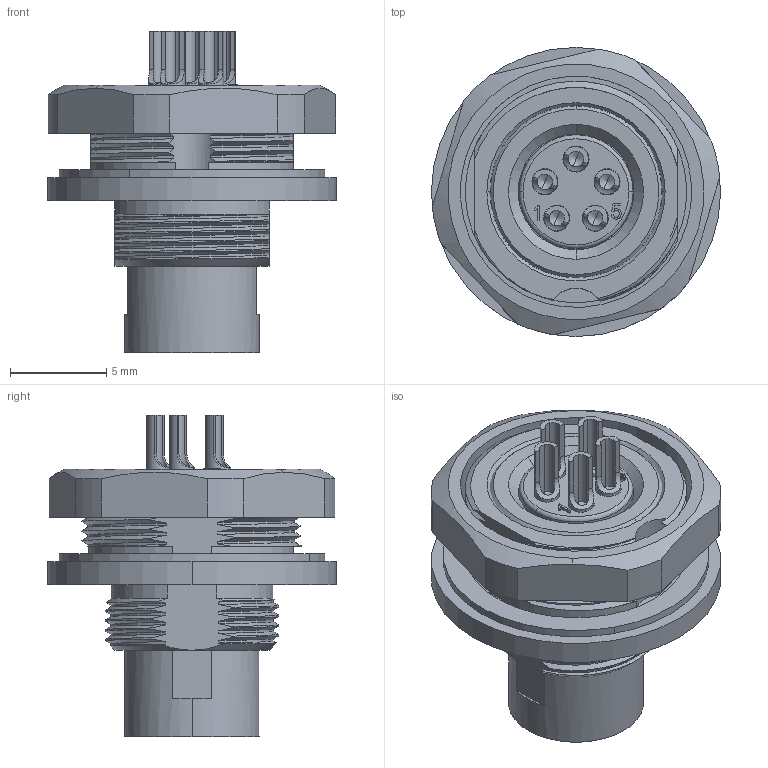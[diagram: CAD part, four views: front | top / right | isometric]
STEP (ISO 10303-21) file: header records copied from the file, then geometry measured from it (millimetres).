
FILE_DESCRIPTION (( 'STEP AP203' ), '1' );
FILE_NAME ('P68.STEP', '2020-03-30T08:54:22', ( 'edpusr' ), ( 'Microsoft' ), 'SwSTEP 2.0', 'SolidWorks 2015', '' );
FILE_SCHEMA (( 'CONFIG_CONTROL_DESIGN' ));
Length unit declared in the file: millimetre
Products named in the file (1): P68
Bounding box: 15 x 15 x 16.7 mm (x, y, z)
Volume: 977.2 mm3; surface area: 2366.5 mm2
Topology: 10 solids, 10 shells, 424 faces, 1094 edges, 702 vertices
Faces by surface type: cylinder 171, plane 95, bspline 85, cone 58, torus 10, sphere 5
Entity records: 28660 total; most frequent: CARTESIAN_POINT 19227, ORIENTED_EDGE 2128, DIRECTION 1718, EDGE_CURVE 1064, VERTEX_POINT 692, AXIS2_PLACEMENT_3D 660, EDGE_LOOP 474, FACE_OUTER_BOUND 424
